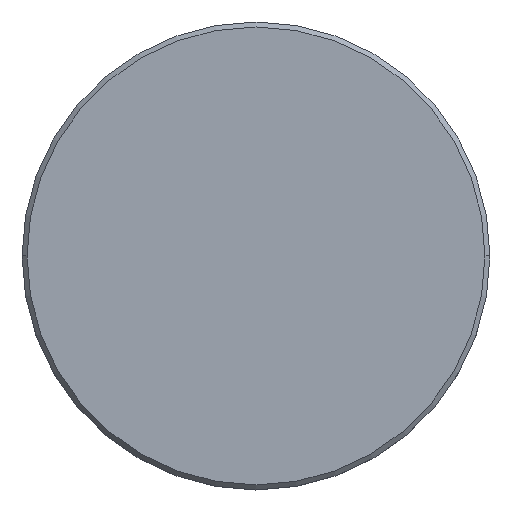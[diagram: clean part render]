
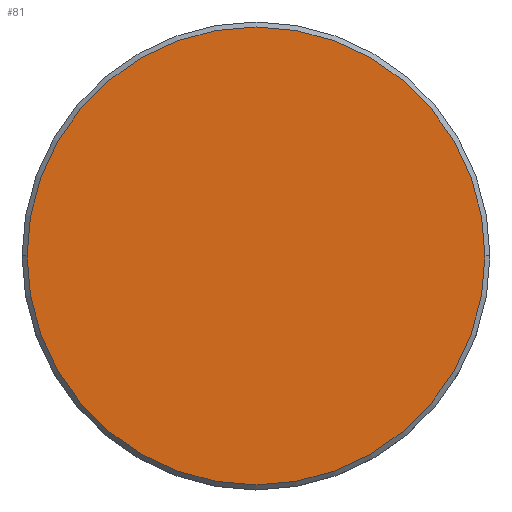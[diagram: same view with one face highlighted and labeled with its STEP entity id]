
A CAD part, top view. The second image highlights one B-rep face of the part: STEP entity #81.
In plain terms, the highlighted planar face has unit normal (0, 0, 1).
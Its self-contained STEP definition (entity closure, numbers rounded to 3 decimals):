
#59 = AXIS2_PLACEMENT_3D ( 'NONE', #971, #777, #340 ) ;
#81 = ADVANCED_FACE ( 'NONE', ( #246 ), #605, .T. ) ;
#104 = AXIS2_PLACEMENT_3D ( 'NONE', #1051, #779, #331 ) ;
#246 = FACE_OUTER_BOUND ( 'NONE', #1181, .T. ) ;
#331 = DIRECTION ( 'NONE',  ( 1., 0., 0. ) ) ;
#340 = DIRECTION ( 'NONE',  ( 1., 0., 0. ) ) ;
#348 = CARTESIAN_POINT ( 'NONE',  ( 23., 0., 0. ) ) ;
#363 = DIRECTION ( 'NONE',  ( 0., 0., 1. ) ) ;
#600 = CARTESIAN_POINT ( 'NONE',  ( -23., 0., 0. ) ) ;
#604 = CIRCLE ( 'NONE', #104, 23. ) ;
#605 = PLANE ( 'NONE',  #59 ) ;
#606 = AXIS2_PLACEMENT_3D ( 'NONE', #1104, #363, #629 ) ;
#629 = DIRECTION ( 'NONE',  ( 1., 0., 0. ) ) ;
#650 = VERTEX_POINT ( 'NONE', #348 ) ;
#701 = VERTEX_POINT ( 'NONE', #600 ) ;
#754 = ORIENTED_EDGE ( 'NONE', *, *, #878, .T. ) ;
#777 = DIRECTION ( 'NONE',  ( 0., 0., 1. ) ) ;
#779 = DIRECTION ( 'NONE',  ( 0., 0., 1. ) ) ;
#878 = EDGE_CURVE ( 'NONE', #650, #701, #604, .T. ) ;
#971 = CARTESIAN_POINT ( 'NONE',  ( 0., 0., 0. ) ) ;
#1051 = CARTESIAN_POINT ( 'NONE',  ( 0., 0., 0. ) ) ;
#1092 = ORIENTED_EDGE ( 'NONE', *, *, #1144, .T. ) ;
#1104 = CARTESIAN_POINT ( 'NONE',  ( 0., 0., 0. ) ) ;
#1132 = CIRCLE ( 'NONE', #606, 23. ) ;
#1144 = EDGE_CURVE ( 'NONE', #701, #650, #1132, .T. ) ;
#1181 = EDGE_LOOP ( 'NONE', ( #1092, #754 ) ) ;
